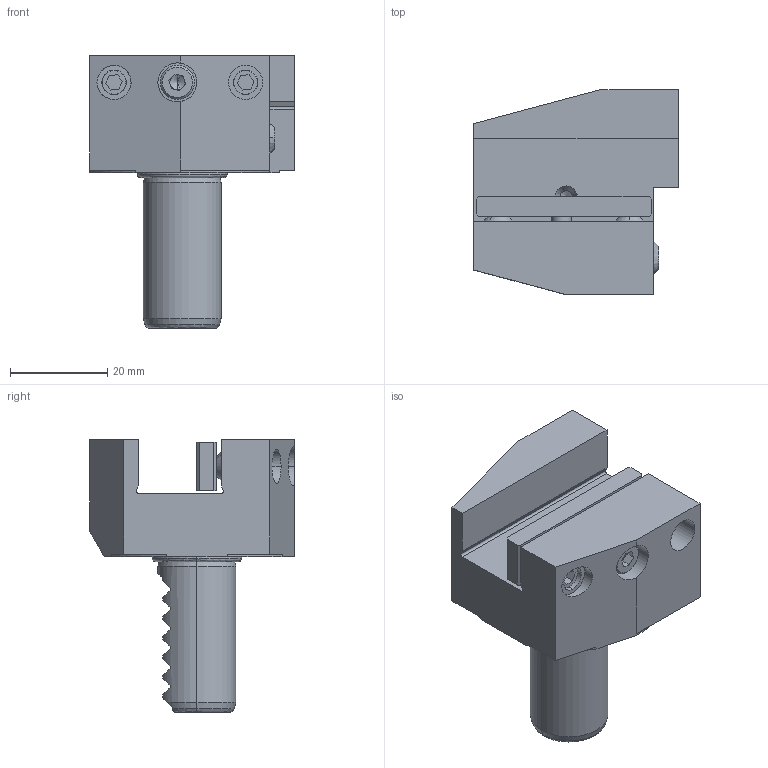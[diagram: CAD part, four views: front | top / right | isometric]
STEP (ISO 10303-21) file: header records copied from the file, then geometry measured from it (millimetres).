
FILE_DESCRIPTION (( 'STEP AP203' ), '1' );
FILE_NAME ('B3-16X12X24.STEP', '2019-10-14T04:41:42', ( '' ), ( '' ), 'SwSTEP 2.0', 'SolidWorks 2017', '' );
FILE_SCHEMA (( 'CONFIG_CONTROL_DESIGN' ));
Length unit declared in the file: millimetre
Products named in the file (1): B3-16X12X24
Bounding box: 42 x 42 x 56 mm (x, y, z)
Volume: 34601.5 mm3; surface area: 13371 mm2
Topology: 9 solids, 9 shells, 217 faces, 551 edges, 345 vertices
Faces by surface type: plane 103, cylinder 58, cone 35, bspline 21
Entity records: 8679 total; most frequent: CARTESIAN_POINT 3559, ORIENTED_EDGE 1070, DIRECTION 1031, EDGE_CURVE 535, AXIS2_PLACEMENT_3D 379, VERTEX_POINT 345, LINE 273, VECTOR 273
